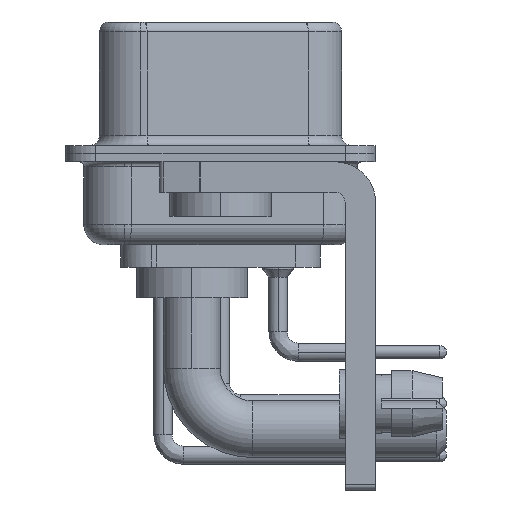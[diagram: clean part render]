
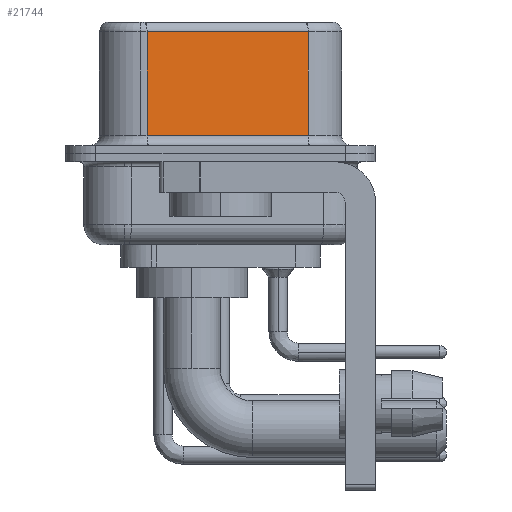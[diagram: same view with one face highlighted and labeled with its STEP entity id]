
A CAD part, left-side view. The second image highlights one B-rep face of the part: STEP entity #21744.
In plain terms, the highlighted planar face has unit normal (-0.985, -0.174, 0).
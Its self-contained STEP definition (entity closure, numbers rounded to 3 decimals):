
#458 = CARTESIAN_POINT ( 'NONE',  ( 3.73, 3.628, 0.9 ) ) ;
#752 = VERTEX_POINT ( 'NONE', #11566 ) ;
#2567 = LINE ( 'NONE', #19121, #27462 ) ;
#3623 = EDGE_CURVE ( 'NONE', #33012, #10702, #2567, .T. ) ;
#4737 = ORIENTED_EDGE ( 'NONE', *, *, #30020, .T. ) ;
#4809 = CARTESIAN_POINT ( 'NONE',  ( 5.132, -4.322, 6.02 ) ) ;
#5861 = LINE ( 'NONE', #9003, #32788 ) ;
#6013 = ORIENTED_EDGE ( 'NONE', *, *, #3623, .F. ) ;
#6327 = DIRECTION ( 'NONE',  ( 0.174, -0.985, 0. ) ) ;
#6923 = EDGE_CURVE ( 'NONE', #35127, #10702, #31613, .T. ) ;
#7838 = DIRECTION ( 'NONE',  ( -0.174, 0.985, 0. ) ) ;
#8025 = CARTESIAN_POINT ( 'NONE',  ( 5.132, -4.322, 6.02 ) ) ;
#9003 = CARTESIAN_POINT ( 'NONE',  ( 3.73, 3.628, 6.52 ) ) ;
#10702 = VERTEX_POINT ( 'NONE', #20327 ) ;
#11566 = CARTESIAN_POINT ( 'NONE',  ( 3.73, 3.628, 6.02 ) ) ;
#13952 = CARTESIAN_POINT ( 'NONE',  ( 5.132, -4.322, 6.52 ) ) ;
#14027 = DIRECTION ( 'NONE',  ( 0., 0., -1. ) ) ;
#16017 = VECTOR ( 'NONE', #7838, 1000. ) ;
#16369 = LINE ( 'NONE', #8025, #16017 ) ;
#18467 = VECTOR ( 'NONE', #6327, 1000. ) ;
#19121 = CARTESIAN_POINT ( 'NONE',  ( 5.132, -4.322, 6.52 ) ) ;
#20327 = CARTESIAN_POINT ( 'NONE',  ( 5.132, -4.322, 0.9 ) ) ;
#21744 = ADVANCED_FACE ( 'NONE', ( #22698 ), #34050, .F. ) ;
#21752 = EDGE_CURVE ( 'NONE', #33012, #752, #16369, .T. ) ;
#22698 = FACE_OUTER_BOUND ( 'NONE', #28459, .T. ) ;
#23146 = AXIS2_PLACEMENT_3D ( 'NONE', #13952, #33494, #24943 ) ;
#24943 = DIRECTION ( 'NONE',  ( -0.174, 0.985, 0. ) ) ;
#25323 = ORIENTED_EDGE ( 'NONE', *, *, #6923, .T. ) ;
#25443 = DIRECTION ( 'NONE',  ( 0., 0., -1. ) ) ;
#27462 = VECTOR ( 'NONE', #25443, 1000. ) ;
#28459 = EDGE_LOOP ( 'NONE', ( #6013, #32376, #4737, #25323 ) ) ;
#30020 = EDGE_CURVE ( 'NONE', #752, #35127, #5861, .T. ) ;
#31613 = LINE ( 'NONE', #31799, #18467 ) ;
#31799 = CARTESIAN_POINT ( 'NONE',  ( 5.132, -4.322, 0.9 ) ) ;
#32376 = ORIENTED_EDGE ( 'NONE', *, *, #21752, .T. ) ;
#32788 = VECTOR ( 'NONE', #14027, 1000. ) ;
#33012 = VERTEX_POINT ( 'NONE', #4809 ) ;
#33494 = DIRECTION ( 'NONE',  ( 0.985, 0.174, 0. ) ) ;
#34050 = PLANE ( 'NONE',  #23146 ) ;
#35127 = VERTEX_POINT ( 'NONE', #458 ) ;
